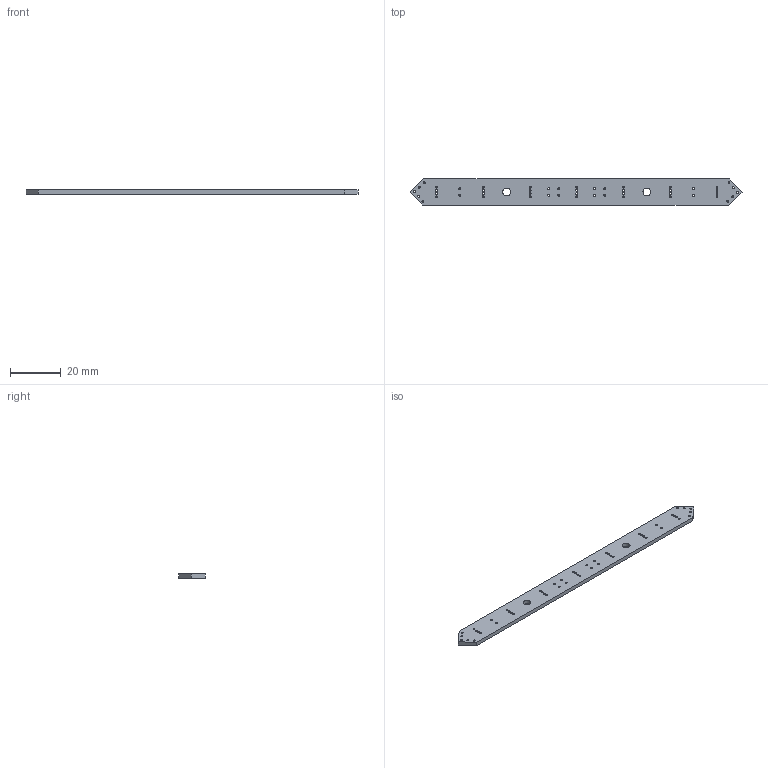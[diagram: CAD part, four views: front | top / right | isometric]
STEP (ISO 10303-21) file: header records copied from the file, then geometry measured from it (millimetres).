
FILE_DESCRIPTION(('KiCad electronic assembly'),'2;1');
FILE_NAME('Segment.step','2019-03-16T16:25:50',('An Author'),( 'A Company'),'Open CASCADE STEP processor 6.9', 'KiCad to STEP converter','Unknown');
FILE_SCHEMA(('AUTOMOTIVE_DESIGN { 1 0 10303 214 1 1 1 1 }'));
Length unit declared in the file: millimetre
Products named in the file (2): Open CASCADE STEP translator 6.9 1; COMPOUND
Assembly tree (1 placements, depth 2):
  Open CASCADE STEP translator 6.9 1
    COMPOUND
Bounding box: 130.23 x 10.23 x 1.6 mm (x, y, z)
Volume: 1987.5 mm3; surface area: 3139.7 mm2
Topology: 1 solids, 1 shells, 60 faces, 174 edges, 116 vertices
Faces by surface type: cylinder 52, plane 8
Full cylindrical faces by diameter (mm): 0.762 x38, 0.8 x12, 3.1 x2
Entity records: 4871 total; most frequent: CARTESIAN_POINT 1324, DIRECTION 646, ORIENTED_EDGE 348, PCURVE 348, DEFINITIONAL_REPRESENTATION 348, LINE 314, VECTOR 314, EDGE_CURVE 174
